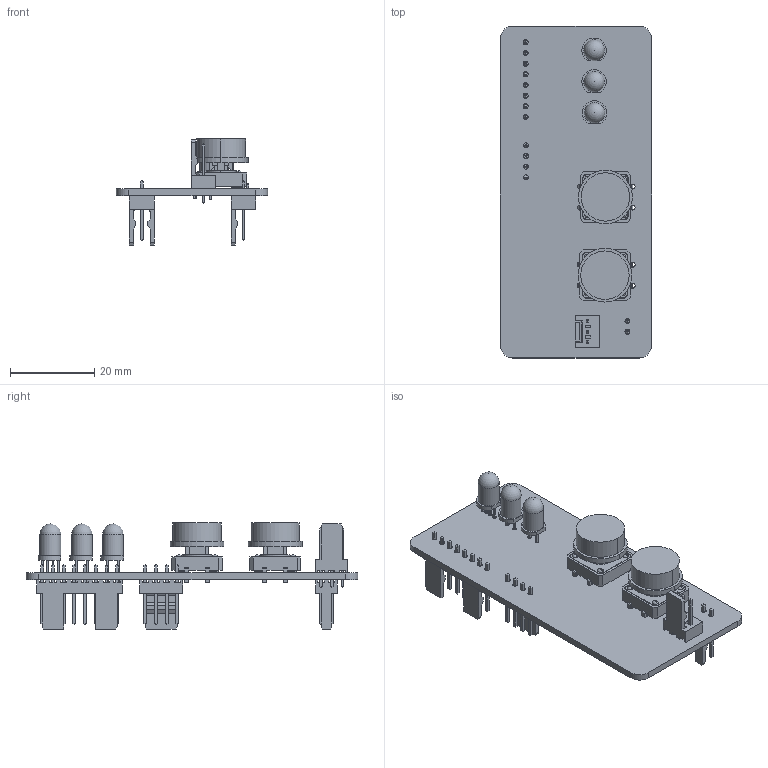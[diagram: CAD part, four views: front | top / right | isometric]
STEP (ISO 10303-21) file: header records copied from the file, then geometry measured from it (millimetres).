
FILE_DESCRIPTION(('KiCad electronic assembly'),'2;1');
FILE_NAME('hmi.step','2024-12-19T10:05:02',('Pcbnew'),('Kicad'), 'Open CASCADE STEP processor 7.8','KiCad to STEP converter','Unknown' );
FILE_SCHEMA(('AUTOMOTIVE_DESIGN { 1 0 10303 214 1 1 1 1 }'));
Length unit declared in the file: millimetre
Products named in the file (18): hmi 1; Push Button B3F-4055 with Cap; Push Button with Cap; LED_D5.0mm-4_RGB; LED_D5.0mm-4; LED_D5.0mm_Green; LED_D5.0mm; Molex_KK-254_AE-6410-03A_1x03_P2.54mm_Vertical; Molex_AE_6410_03A; Molex_KK-254_AE-6410-02A_1x02_P2.54mm_Vertical; Molex_AE_6410_02A; Molex_KK-254_AE-6410-08A_1x08_P2.54mm_Vertical; Molex_AE_6410_08A; Molex_KK-254_AE-6410-04A_1x04_P2.54mm_Vertical; Molex_AE_6410_04A; hmi_PCB
Assembly tree (18 placements, depth 3):
  hmi 1
    Push Button B3F-4055 with Cap  x2
      Push Button with Cap
    LED_D5.0mm-4_RGB
      LED_D5.0mm-4
    LED_D5.0mm_Green
      LED_D5.0mm
    LED_D5.0mm
      LED_D5.0mm
    Molex_KK-254_AE-6410-03A_1x03_P2.54mm_Vertical
      Molex_AE_6410_03A
    Molex_KK-254_AE-6410-02A_1x02_P2.54mm_Vertical
      Molex_AE_6410_02A
    Molex_KK-254_AE-6410-08A_1x08_P2.54mm_Vertical
      Molex_AE_6410_08A
    Molex_KK-254_AE-6410-04A_1x04_P2.54mm_Vertical
      Molex_AE_6410_04A
    hmi_PCB
Bounding box: 36 x 79 x 25.25 mm (x, y, z)
Volume: 7719.5 mm3; surface area: 11728.4 mm2
Topology: 12 solids, 12 shells, 914 faces, 2301 edges, 1482 vertices
Faces by surface type: plane 803, cylinder 92, revolution 16, sphere 3
Full cylindrical faces by diameter (mm): 0.9 x8, 1.19 x17, 1.2 x8, 1.8 x4, 4.9 x2, 5 x1
Entity records: 26736 total; most frequent: CARTESIAN_POINT 3962, ORIENTED_EDGE 3808, DIRECTION 3636, EDGE_CURVE 1904, LINE 1724, VECTOR 1724, VERTEX_POINT 1222, AXIS2_PLACEMENT_3D 952
